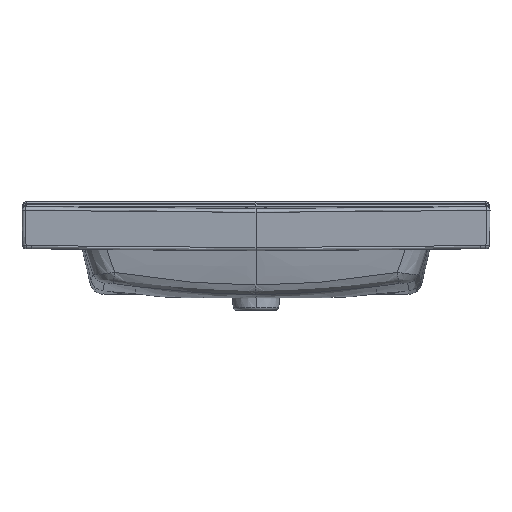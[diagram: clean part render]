
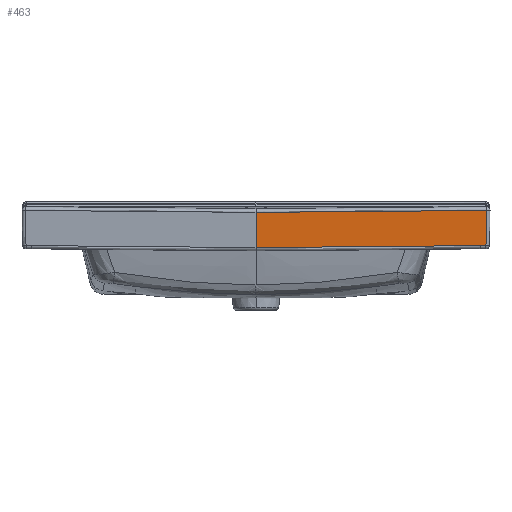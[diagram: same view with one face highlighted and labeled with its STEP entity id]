
A CAD part, front view. The second image highlights one B-rep face of the part: STEP entity #463.
In plain terms, the highlighted free-form (B-spline) face has degree [3, 3] with [10, 6] control points.
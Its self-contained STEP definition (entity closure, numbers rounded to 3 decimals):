
#253=B_SPLINE_SURFACE_WITH_KNOTS('',3,3,((#15103,#15104,#15105,#15106,#15107,
#15108),(#15109,#15110,#15111,#15112,#15113,#15114),(#15115,#15116,#15117,
#15118,#15119,#15120),(#15121,#15122,#15123,#15124,#15125,#15126),(#15127,
#15128,#15129,#15130,#15131,#15132),(#15133,#15134,#15135,#15136,#15137,
#15138),(#15139,#15140,#15141,#15142,#15143,#15144),(#15145,#15146,#15147,
#15148,#15149,#15150),(#15151,#15152,#15153,#15154,#15155,#15156),(#15157,
#15158,#15159,#15160,#15161,#15162)),.UNSPECIFIED.,.F.,.F.,.F.,(4,1,2,2,
1,4),(4,1,1,4),(0.,0.279,0.385,0.492,
0.704,1.),(0.,0.469,0.51,1.),
 .UNSPECIFIED.);
#463=ADVANCED_FACE('',(#1172),#253,.F.);
#1172=FACE_OUTER_BOUND('',#1601,.T.);
#1601=EDGE_LOOP('',(#2663,#2664,#2665,#2666,#2667));
#2663=ORIENTED_EDGE('',*,*,#4996,.T.);
#2664=ORIENTED_EDGE('',*,*,#4905,.F.);
#2665=ORIENTED_EDGE('',*,*,#4900,.F.);
#2666=ORIENTED_EDGE('',*,*,#4926,.F.);
#2667=ORIENTED_EDGE('',*,*,#4924,.F.);
#4257=VERTEX_POINT('',#11067);
#4258=VERTEX_POINT('',#11074);
#4260=VERTEX_POINT('',#11104);
#4273=VERTEX_POINT('',#11315);
#4275=VERTEX_POINT('',#11325);
#4900=EDGE_CURVE('',#4257,#4258,#5808,.T.);
#4905=EDGE_CURVE('',#4258,#4260,#5813,.T.);
#4924=EDGE_CURVE('',#4275,#4273,#5824,.T.);
#4926=EDGE_CURVE('',#4273,#4257,#5826,.T.);
#4996=EDGE_CURVE('',#4275,#4260,#5884,.T.);
#5808=B_SPLINE_CURVE_WITH_KNOTS('',3,(#11070,#11071,#11072,#11073),
 .UNSPECIFIED.,.F.,.F.,(4,4),(0.,1.),.UNSPECIFIED.);
#5813=B_SPLINE_CURVE_WITH_KNOTS('',3,(#11118,#11119,#11120,#11121,#11122,
#11123,#11124,#11125,#11126,#11127,#11128,#11129),.UNSPECIFIED.,.F.,.F.,
(4,2,2,2,2,4),(0.,0.063,0.125,0.25,0.5,1.),.UNSPECIFIED.);
#5824=B_SPLINE_CURVE_WITH_KNOTS('',3,(#11326,#11327,#11328,#11329,#11330,
#11331,#11332,#11333,#11334,#11335),.UNSPECIFIED.,.F.,.F.,(4,2,2,2,4),(0.,
0.25,0.5,0.75,1.),.UNSPECIFIED.);
#5826=B_SPLINE_CURVE_WITH_KNOTS('',3,(#11390,#11391,#11392,#11393,#11394,
#11395,#11396,#11397),.UNSPECIFIED.,.F.,.F.,(4,2,2,4),(0.,0.5,0.75,1.),
 .UNSPECIFIED.);
#5884=B_SPLINE_CURVE_WITH_KNOTS('',3,(#15099,#15100,#15101,#15102),
 .UNSPECIFIED.,.F.,.F.,(4,4),(0.,1.),.UNSPECIFIED.);
#11067=CARTESIAN_POINT('',(397.137,-221.857,64.41));
#11070=CARTESIAN_POINT('',(397.137,-221.857,64.41));
#11071=CARTESIAN_POINT('',(394.185,-221.956,64.398));
#11072=CARTESIAN_POINT('',(391.232,-222.054,64.381));
#11073=CARTESIAN_POINT('',(388.28,-222.152,64.361));
#11074=CARTESIAN_POINT('',(388.28,-222.152,64.361));
#11104=CARTESIAN_POINT('',(0.,-229.273,60.895));
#11118=CARTESIAN_POINT('',(388.28,-222.152,64.361));
#11119=CARTESIAN_POINT('',(380.193,-222.418,64.307));
#11120=CARTESIAN_POINT('',(372.107,-222.673,64.158));
#11121=CARTESIAN_POINT('',(355.933,-223.178,63.953));
#11122=CARTESIAN_POINT('',(347.846,-223.425,63.85));
#11123=CARTESIAN_POINT('',(323.585,-224.147,63.543));
#11124=CARTESIAN_POINT('',(307.41,-224.604,63.338));
#11125=CARTESIAN_POINT('',(258.883,-225.892,62.74));
#11126=CARTESIAN_POINT('',(226.528,-226.642,62.358));
#11127=CARTESIAN_POINT('',(129.459,-228.513,61.36));
#11128=CARTESIAN_POINT('',(64.733,-229.272,60.895));
#11129=CARTESIAN_POINT('',(0.,-229.273,60.895));
#11315=CARTESIAN_POINT('',(398.283,-225.957,125.016));
#11325=CARTESIAN_POINT('',(0.,-233.285,121.731));
#11326=CARTESIAN_POINT('',(0.,-233.285,121.731));
#11327=CARTESIAN_POINT('',(33.199,-233.285,121.726));
#11328=CARTESIAN_POINT('',(66.396,-233.052,121.754));
#11329=CARTESIAN_POINT('',(132.787,-232.252,122.086));
#11330=CARTESIAN_POINT('',(165.98,-231.682,122.345));
#11331=CARTESIAN_POINT('',(232.359,-230.315,123.024));
#11332=CARTESIAN_POINT('',(265.546,-229.517,123.421));
#11333=CARTESIAN_POINT('',(331.916,-227.797,124.176));
#11334=CARTESIAN_POINT('',(365.1,-226.878,124.59));
#11335=CARTESIAN_POINT('',(398.283,-225.957,125.016));
#11390=CARTESIAN_POINT('',(398.283,-225.957,125.016));
#11391=CARTESIAN_POINT('',(398.019,-225.32,114.912));
#11392=CARTESIAN_POINT('',(397.96,-224.634,104.808));
#11393=CARTESIAN_POINT('',(397.845,-223.596,89.654));
#11394=CARTESIAN_POINT('',(397.787,-223.247,84.603));
#11395=CARTESIAN_POINT('',(397.54,-222.551,74.504));
#11396=CARTESIAN_POINT('',(397.346,-222.204,69.457));
#11397=CARTESIAN_POINT('',(397.137,-221.857,64.41));
#15099=CARTESIAN_POINT('',(0.,-233.285,121.731));
#15100=CARTESIAN_POINT('',(0.,-232.016,101.069));
#15101=CARTESIAN_POINT('',(0.,-230.287,73.401));
#15102=CARTESIAN_POINT('',(0.,-229.273,60.895));
#15103=CARTESIAN_POINT('',(-264.858,-230.423,129.132));
#15104=CARTESIAN_POINT('',(-264.715,-229.104,107.578));
#15105=CARTESIAN_POINT('',(-264.328,-227.281,75.281));
#15106=CARTESIAN_POINT('',(-263.222,-225.105,35.43));
#15107=CARTESIAN_POINT('',(-262.635,-223.948,14.251));
#15108=CARTESIAN_POINT('',(-262.093,-222.882,-5.263));
#15109=CARTESIAN_POINT('',(-176.571,-232.077,129.081));
#15110=CARTESIAN_POINT('',(-176.487,-230.655,105.832));
#15111=CARTESIAN_POINT('',(-176.207,-228.35,67.039));
#15112=CARTESIAN_POINT('',(-175.484,-226.473,42.789));
#15113=CARTESIAN_POINT('',(-175.1,-225.476,29.901));
#15114=CARTESIAN_POINT('',(-174.746,-224.557,18.027));
#15115=CARTESIAN_POINT('',(-54.584,-234.364,129.012));
#15116=CARTESIAN_POINT('',(-54.582,-232.799,103.42));
#15117=CARTESIAN_POINT('',(-54.449,-229.827,55.651));
#15118=CARTESIAN_POINT('',(-54.256,-228.365,52.957));
#15119=CARTESIAN_POINT('',(-54.153,-227.588,51.525));
#15120=CARTESIAN_POINT('',(-54.058,-226.872,50.206));
#15121=CARTESIAN_POINT('',(67.395,-233.501,129.193));
#15122=CARTESIAN_POINT('',(67.381,-232.029,105.142));
#15123=CARTESIAN_POINT('',(67.239,-229.285,60.362));
#15124=CARTESIAN_POINT('',(66.986,-227.613,48.586));
#15125=CARTESIAN_POINT('',(66.851,-226.724,42.327));
#15126=CARTESIAN_POINT('',(66.728,-225.905,36.56));
#15127=CARTESIAN_POINT('',(134.784,-232.673,129.452));
#15128=CARTESIAN_POINT('',(134.766,-231.272,106.554));
#15129=CARTESIAN_POINT('',(134.464,-228.702,64.26));
#15130=CARTESIAN_POINT('',(133.973,-226.827,44.973));
#15131=CARTESIAN_POINT('',(133.712,-225.831,34.722));
#15132=CARTESIAN_POINT('',(133.472,-224.913,25.277));
#15133=CARTESIAN_POINT('',(168.477,-232.081,129.635));
#15134=CARTESIAN_POINT('',(168.459,-230.725,107.463));
#15135=CARTESIAN_POINT('',(168.072,-228.268,66.844));
#15136=CARTESIAN_POINT('',(167.466,-226.25,42.583));
#15137=CARTESIAN_POINT('',(167.143,-225.178,29.689));
#15138=CARTESIAN_POINT('',(166.846,-224.19,17.81));
#15139=CARTESIAN_POINT('',(269.545,-229.956,130.287));
#15140=CARTESIAN_POINT('',(269.529,-228.733,110.31));
#15141=CARTESIAN_POINT('',(268.889,-226.566,74.65));
#15142=CARTESIAN_POINT('',(267.938,-224.027,35.342));
#15143=CARTESIAN_POINT('',(267.433,-222.677,14.452));
#15144=CARTESIAN_POINT('',(266.967,-221.434,-4.796));
#15145=CARTESIAN_POINT('',(430.457,-225.447,131.603));
#15146=CARTESIAN_POINT('',(430.445,-224.442,115.166));
#15147=CARTESIAN_POINT('',(429.403,-222.583,87.228));
#15148=CARTESIAN_POINT('',(427.905,-218.916,23.614));
#15149=CARTESIAN_POINT('',(427.11,-216.967,-10.194));
#15150=CARTESIAN_POINT('',(426.377,-215.171,-41.343));
#15151=CARTESIAN_POINT('',(591.363,-220.985,133.185));
#15152=CARTESIAN_POINT('',(591.248,-219.799,113.748));
#15153=CARTESIAN_POINT('',(589.97,-216.005,72.188));
#15154=CARTESIAN_POINT('',(587.674,-210.954,36.642));
#15155=CARTESIAN_POINT('',(586.454,-208.269,17.75));
#15156=CARTESIAN_POINT('',(585.33,-205.796,0.344));
#15157=CARTESIAN_POINT('',(684.904,-218.391,134.104));
#15158=CARTESIAN_POINT('',(684.729,-217.1,112.923));
#15159=CARTESIAN_POINT('',(683.313,-212.181,63.445));
#15160=CARTESIAN_POINT('',(680.553,-206.325,44.215));
#15161=CARTESIAN_POINT('',(679.087,-203.213,33.995));
#15162=CARTESIAN_POINT('',(677.735,-200.345,24.578));
